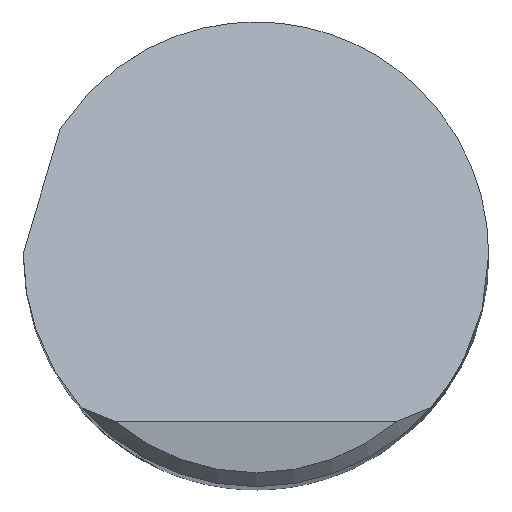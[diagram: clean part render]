
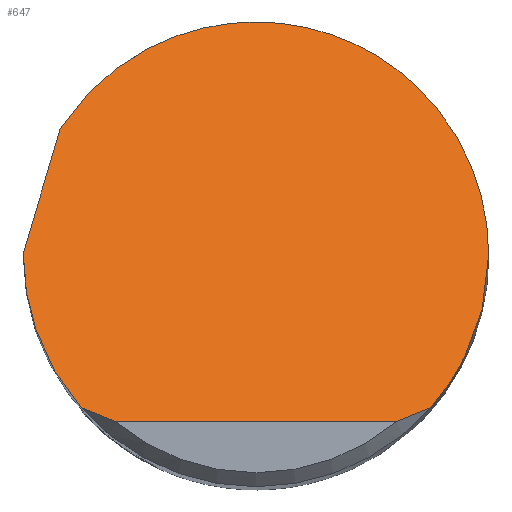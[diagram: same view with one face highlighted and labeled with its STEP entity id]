
A CAD part, top view. The second image highlights one B-rep face of the part: STEP entity #647.
In plain terms, the highlighted planar face has unit normal (0, 0.707, 0.707).
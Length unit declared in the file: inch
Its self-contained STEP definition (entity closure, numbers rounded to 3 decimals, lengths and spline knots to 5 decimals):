
#8 = EDGE_CURVE ( 'NONE', #374, #561, #695, .T. ) ;
#12 = CARTESIAN_POINT ( 'NONE',  ( 0.15108, -0.18, 2.5 ) ) ;
#13 = ORIENTED_EDGE ( 'NONE', *, *, #144, .F. ) ;
#38 = VERTEX_POINT ( 'NONE', #233 ) ;
#47 = CARTESIAN_POINT ( 'NONE',  ( -0.21026, 0.13524, 2.18476 ) ) ;
#64 = EDGE_CURVE ( 'NONE', #644, #354, #225, .T. ) ;
#87 = CARTESIAN_POINT ( 'NONE',  ( -0.25, 0.00033, 2.31967 ) ) ;
#105 = CARTESIAN_POINT ( 'NONE',  ( -0.25, -0.06141, 2.38141 ) ) ;
#111 = ORIENTED_EDGE ( 'NONE', *, *, #64, .F. ) ;
#144 = EDGE_CURVE ( 'NONE', #501, #508, #584, .T. ) ;
#149 = ORIENTED_EDGE ( 'NONE', *, *, #472, .F. ) ;
#152 = ORIENTED_EDGE ( 'NONE', *, *, #754, .F. ) ;
#155 =( BOUNDED_CURVE ( )  B_SPLINE_CURVE ( 3, ( #47, #422, #307, #248 ),
 .UNSPECIFIED., .F., .T. ) 
 B_SPLINE_CURVE_WITH_KNOTS ( ( 4, 4 ),
 ( 5.28398, 7.85398 ),
 .UNSPECIFIED. ) 
 CURVE ( )  GEOMETRIC_REPRESENTATION_ITEM ( )  RATIONAL_B_SPLINE_CURVE ( ( 1., 0.521, 0.521, 1. ) ) 
 REPRESENTATION_ITEM ( '' )  );
#165 = DIRECTION ( 'NONE',  ( 0., -0.707, -0.707 ) ) ;
#168 = CARTESIAN_POINT ( 'NONE',  ( -0.22834, -0.11887, 2.43887 ) ) ;
#171 = CARTESIAN_POINT ( 'NONE',  ( -0.21026, 0.13524, 2.18476 ) ) ;
#182 = CARTESIAN_POINT ( 'NONE',  ( -0.25, 0.001, 2.319 ) ) ;
#185 = LINE ( 'NONE', #603, #294 ) ;
#186 = CARTESIAN_POINT ( 'NONE',  ( 0.22834, -0.11887, 2.43887 ) ) ;
#199 = CARTESIAN_POINT ( 'NONE',  ( 0.18782, -0.165, 2.485 ) ) ;
#216 = EDGE_CURVE ( 'NONE', #561, #508, #358, .T. ) ;
#225 =( BOUNDED_CURVE ( )  B_SPLINE_CURVE ( 3, ( #302, #87, #249, #182 ),
 .UNSPECIFIED., .F., .T. ) 
 B_SPLINE_CURVE_WITH_KNOTS ( ( 4, 4 ),
 ( 4.71239, 4.71639 ),
 .UNSPECIFIED. ) 
 CURVE ( )  GEOMETRIC_REPRESENTATION_ITEM ( )  RATIONAL_B_SPLINE_CURVE ( ( 1., 1., 1., 1. ) ) 
 REPRESENTATION_ITEM ( '' )  );
#231 = CARTESIAN_POINT ( 'NONE',  ( -0.25, 0., 2.32 ) ) ;
#233 = CARTESIAN_POINT ( 'NONE',  ( -0.18782, -0.165, 2.485 ) ) ;
#234 = FACE_OUTER_BOUND ( 'NONE', #277, .T. ) ;
#248 = CARTESIAN_POINT ( 'NONE',  ( 0.25, 0., 2.32 ) ) ;
#249 = CARTESIAN_POINT ( 'NONE',  ( -0.25, 0.00067, 2.31933 ) ) ;
#277 = EDGE_LOOP ( 'NONE', ( #577, #646, #13, #152, #149, #111, #697, #467 ) ) ;
#294 = VECTOR ( 'NONE', #396, 39.37008 ) ;
#299 = DIRECTION ( 'NONE',  ( 0., 0.707, -0.707 ) ) ;
#302 = CARTESIAN_POINT ( 'NONE',  ( -0.25, 0., 2.32 ) ) ;
#307 = CARTESIAN_POINT ( 'NONE',  ( 0.25, 0.30676, 2.01324 ) ) ;
#354 = VERTEX_POINT ( 'NONE', #691 ) ;
#358 = B_SPLINE_CURVE_WITH_KNOTS ( 'NONE', 3,
 ( #12, #741, #545, #540 ),
 .UNSPECIFIED., .F., .F.,
 ( 4, 4 ),
 ( 0., 0.00108 ),
 .UNSPECIFIED. ) ;
#360 = CARTESIAN_POINT ( 'NONE',  ( 0., -0.18, 2.5 ) ) ;
#364 = PLANE ( 'NONE',  #723 ) ;
#366 = CARTESIAN_POINT ( 'NONE',  ( -0.15108, -0.18, 2.5 ) ) ;
#368 = CARTESIAN_POINT ( 'NONE',  ( -0.25, -0.18, 2.5 ) ) ;
#374 = VERTEX_POINT ( 'NONE', #366 ) ;
#376 = CARTESIAN_POINT ( 'NONE',  ( -0.18782, -0.165, 2.485 ) ) ;
#394 = VERTEX_POINT ( 'NONE', #171 ) ;
#396 = DIRECTION ( 'NONE',  ( 0.205, 0.692, -0.692 ) ) ;
#422 = CARTESIAN_POINT ( 'NONE',  ( -0.04431, 0.39324, 1.92676 ) ) ;
#435 = CARTESIAN_POINT ( 'NONE',  ( 0.18782, -0.165, 2.485 ) ) ;
#443 = CARTESIAN_POINT ( 'NONE',  ( -0.16367, -0.17542, 2.49542 ) ) ;
#467 = ORIENTED_EDGE ( 'NONE', *, *, #823, .T. ) ;
#470 = VECTOR ( 'NONE', #568, 39.37008 ) ;
#472 = EDGE_CURVE ( 'NONE', #354, #394, #185, .T. ) ;
#501 = VERTEX_POINT ( 'NONE', #574 ) ;
#508 = VERTEX_POINT ( 'NONE', #199 ) ;
#515 = CARTESIAN_POINT ( 'NONE',  ( 0.25, -0.06141, 2.38141 ) ) ;
#528 = CARTESIAN_POINT ( 'NONE',  ( -0.17589, -0.1704, 2.4904 ) ) ;
#540 = CARTESIAN_POINT ( 'NONE',  ( 0.18782, -0.165, 2.485 ) ) ;
#545 = CARTESIAN_POINT ( 'NONE',  ( 0.17589, -0.1704, 2.4904 ) ) ;
#561 = VERTEX_POINT ( 'NONE', #666 ) ;
#568 = DIRECTION ( 'NONE',  ( 1., 0., 0. ) ) ;
#574 = CARTESIAN_POINT ( 'NONE',  ( 0.25, 0., 2.32 ) ) ;
#577 = ORIENTED_EDGE ( 'NONE', *, *, #8, .T. ) ;
#584 =( BOUNDED_CURVE ( )  B_SPLINE_CURVE ( 3, ( #780, #515, #186, #435 ),
 .UNSPECIFIED., .F., .T. ) 
 B_SPLINE_CURVE_WITH_KNOTS ( ( 4, 4 ),
 ( 1.5708, 2.29162 ),
 .UNSPECIFIED. ) 
 CURVE ( )  GEOMETRIC_REPRESENTATION_ITEM ( )  RATIONAL_B_SPLINE_CURVE ( ( 1., 0.957, 0.957, 1. ) ) 
 REPRESENTATION_ITEM ( '' )  );
#603 = CARTESIAN_POINT ( 'NONE',  ( -0.30133, -0.1724, 2.4924 ) ) ;
#634 = CARTESIAN_POINT ( 'NONE',  ( -0.25, 0., 2.32 ) ) ;
#644 = VERTEX_POINT ( 'NONE', #231 ) ;
#646 = ORIENTED_EDGE ( 'NONE', *, *, #216, .T. ) ;
#647 = ADVANCED_FACE ( 'NONE', ( #234 ), #364, .F. ) ;
#652 = EDGE_CURVE ( 'NONE', #38, #644, #806, .T. ) ;
#666 = CARTESIAN_POINT ( 'NONE',  ( 0.15108, -0.18, 2.5 ) ) ;
#671 = B_SPLINE_CURVE_WITH_KNOTS ( 'NONE', 3,
 ( #376, #528, #443, #713 ),
 .UNSPECIFIED., .F., .F.,
 ( 4, 4 ),
 ( 0., 0.00108 ),
 .UNSPECIFIED. ) ;
#691 = CARTESIAN_POINT ( 'NONE',  ( -0.25, 0.001, 2.319 ) ) ;
#695 = LINE ( 'NONE', #360, #470 ) ;
#697 = ORIENTED_EDGE ( 'NONE', *, *, #652, .F. ) ;
#713 = CARTESIAN_POINT ( 'NONE',  ( -0.15108, -0.18, 2.5 ) ) ;
#723 = AXIS2_PLACEMENT_3D ( 'NONE', #368, #165, #299 ) ;
#741 = CARTESIAN_POINT ( 'NONE',  ( 0.16367, -0.17542, 2.49542 ) ) ;
#754 = EDGE_CURVE ( 'NONE', #394, #501, #155, .T. ) ;
#780 = CARTESIAN_POINT ( 'NONE',  ( 0.25, 0., 2.32 ) ) ;
#806 =( BOUNDED_CURVE ( )  B_SPLINE_CURVE ( 3, ( #827, #168, #105, #634 ),
 .UNSPECIFIED., .F., .T. ) 
 B_SPLINE_CURVE_WITH_KNOTS ( ( 4, 4 ),
 ( 3.99157, 4.71239 ),
 .UNSPECIFIED. ) 
 CURVE ( )  GEOMETRIC_REPRESENTATION_ITEM ( )  RATIONAL_B_SPLINE_CURVE ( ( 1., 0.957, 0.957, 1. ) ) 
 REPRESENTATION_ITEM ( '' )  );
#823 = EDGE_CURVE ( 'NONE', #38, #374, #671, .T. ) ;
#827 = CARTESIAN_POINT ( 'NONE',  ( -0.18782, -0.165, 2.485 ) ) ;
